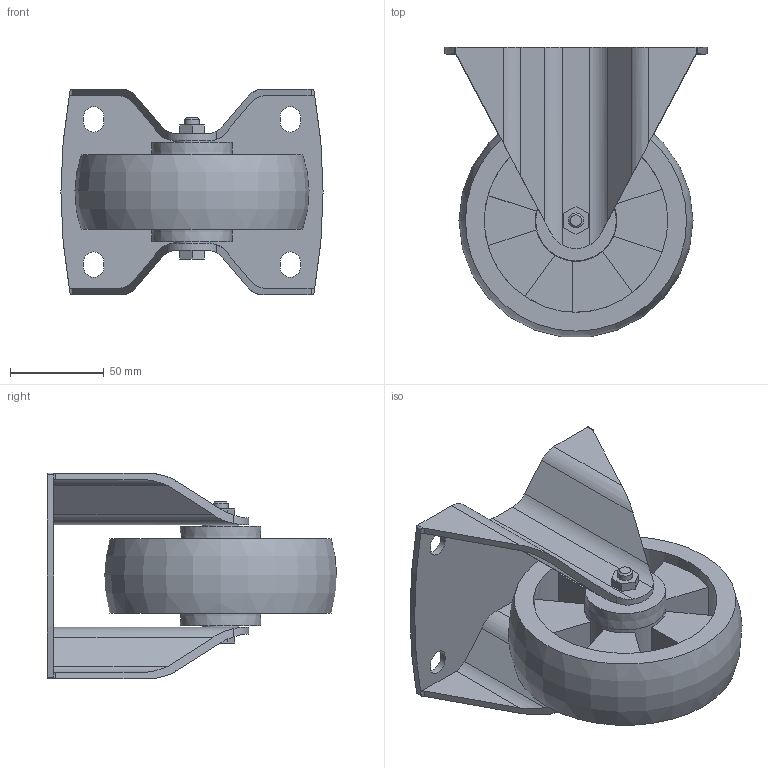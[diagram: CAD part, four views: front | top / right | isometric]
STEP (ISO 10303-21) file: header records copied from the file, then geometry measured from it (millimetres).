
FILE_DESCRIPTION(/* description */ ('STEP AP203'),/* implementation_level */ '2;1');
FILE_NAME(/* name */ 'K1788.10125040130',/* time_stamp */ '2025-06-24T16:01:46+02:00',/* author */ ('License CC BY-ND 4.0'),/* organization */ ('CADENAS'),/* preprocessor_version */ 'ST-DEVELOPER v19.3',/* originating_system */ 'PARTsolutions',/* authorisation */ ' ');
FILE_SCHEMA (('CONFIG_CONTROL_DESIGN'));
Length unit declared in the file: millimetre
Products named in the file (1): K1788.10125040130
Bounding box: 140 x 154.54 x 110 mm (x, y, z)
Volume: 405604.9 mm3; surface area: 131001.5 mm2
Topology: 1 solids, 1 shells, 142 faces, 403 edges, 268 vertices
Faces by surface type: plane 95, cylinder 43, cone 3, torus 1
Full cylindrical faces by diameter (mm): 8 x1, 20 x2, 43.5 x2, 98 x2
Entity records: 4612 total; most frequent: CARTESIAN_POINT 873, DIRECTION 776, ORIENTED_EDGE 770, EDGE_CURVE 385, AXIS2_PLACEMENT_3D 268, VERTEX_POINT 261, LINE 240, VECTOR 240
